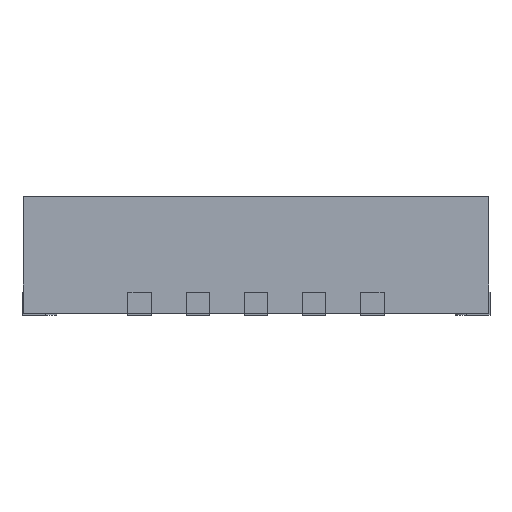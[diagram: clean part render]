
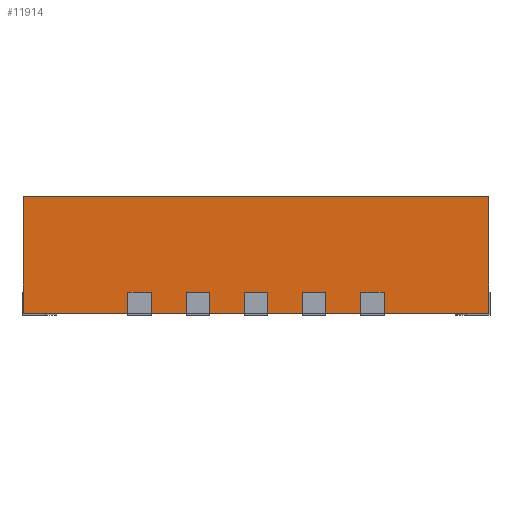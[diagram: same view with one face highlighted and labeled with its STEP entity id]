
A CAD part, left-side view. The second image highlights one B-rep face of the part: STEP entity #11914.
In plain terms, the highlighted planar face has unit normal (-1, 0, 0).
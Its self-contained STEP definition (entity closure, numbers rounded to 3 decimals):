
#79 = PLANE ( 'NONE',  #24704 ) ;
#666 = CARTESIAN_POINT ( 'NONE',  ( -2.5, -2., 0. ) ) ;
#1574 = EDGE_CURVE ( 'NONE', #2948, #15231, #24650, .T. ) ;
#1815 = VECTOR ( 'NONE', #2203, 1000. ) ;
#1960 = CARTESIAN_POINT ( 'NONE',  ( -2.5, -2., 1. ) ) ;
#2203 = DIRECTION ( 'NONE',  ( 0., 0., -1. ) ) ;
#2348 = CARTESIAN_POINT ( 'NONE',  ( -2.5, -2., 1. ) ) ;
#2948 = VERTEX_POINT ( 'NONE', #24551 ) ;
#3020 = VERTEX_POINT ( 'NONE', #666 ) ;
#3510 = VECTOR ( 'NONE', #14587, 1000. ) ;
#3791 = LINE ( 'NONE', #4347, #1815 ) ;
#3805 = DIRECTION ( 'NONE',  ( 0., 0., -1. ) ) ;
#4347 = CARTESIAN_POINT ( 'NONE',  ( -2.5, -2., 1. ) ) ;
#8890 = ORIENTED_EDGE ( 'NONE', *, *, #15957, .F. ) ;
#9551 = EDGE_CURVE ( 'NONE', #15231, #3020, #22601, .T. ) ;
#11157 = ORIENTED_EDGE ( 'NONE', *, *, #9551, .T. ) ;
#11914 = ADVANCED_FACE ( 'NONE', ( #22732 ), #79, .F. ) ;
#13334 = ORIENTED_EDGE ( 'NONE', *, *, #1574, .T. ) ;
#13916 = CARTESIAN_POINT ( 'NONE',  ( -2.5, 2., 1. ) ) ;
#14587 = DIRECTION ( 'NONE',  ( 0., -1., 0. ) ) ;
#14964 = CARTESIAN_POINT ( 'NONE',  ( -2.5, -2., 1. ) ) ;
#14996 = DIRECTION ( 'NONE',  ( 0., 0., -1. ) ) ;
#15231 = VERTEX_POINT ( 'NONE', #23534 ) ;
#15957 = EDGE_CURVE ( 'NONE', #2948, #18467, #20726, .T. ) ;
#16517 = DIRECTION ( 'NONE',  ( 1., 0., 0. ) ) ;
#16887 = EDGE_CURVE ( 'NONE', #18467, #3020, #3791, .T. ) ;
#17683 = EDGE_LOOP ( 'NONE', ( #11157, #18998, #8890, #13334 ) ) ;
#18467 = VERTEX_POINT ( 'NONE', #14964 ) ;
#18998 = ORIENTED_EDGE ( 'NONE', *, *, #16887, .F. ) ;
#20726 = LINE ( 'NONE', #2348, #3510 ) ;
#21357 = DIRECTION ( 'NONE',  ( 0., -1., 0. ) ) ;
#22601 = LINE ( 'NONE', #23502, #22989 ) ;
#22732 = FACE_OUTER_BOUND ( 'NONE', #17683, .T. ) ;
#22989 = VECTOR ( 'NONE', #21357, 1000. ) ;
#23502 = CARTESIAN_POINT ( 'NONE',  ( -2.5, -2., 0. ) ) ;
#23534 = CARTESIAN_POINT ( 'NONE',  ( -2.5, 2., 0. ) ) ;
#24369 = VECTOR ( 'NONE', #3805, 1000. ) ;
#24551 = CARTESIAN_POINT ( 'NONE',  ( -2.5, 2., 1. ) ) ;
#24650 = LINE ( 'NONE', #13916, #24369 ) ;
#24704 = AXIS2_PLACEMENT_3D ( 'NONE', #1960, #16517, #14996 ) ;
